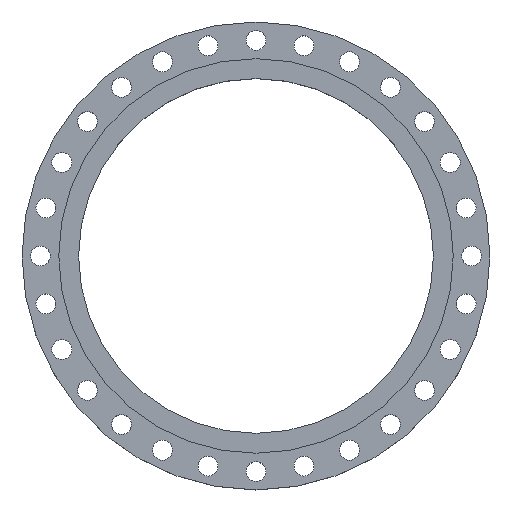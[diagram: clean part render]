
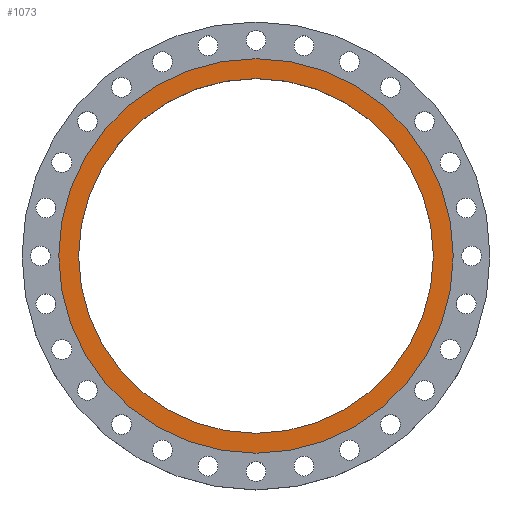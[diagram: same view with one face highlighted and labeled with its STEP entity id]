
A CAD part, top view. The second image highlights one B-rep face of the part: STEP entity #1073.
In plain terms, the highlighted planar face has unit normal (0, 0, 1).
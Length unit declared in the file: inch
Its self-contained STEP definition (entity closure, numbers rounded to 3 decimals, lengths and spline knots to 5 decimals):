
#75 = PLANE ( 'NONE',  #2534 ) ;
#131 = AXIS2_PLACEMENT_3D ( 'NONE', #1133, #147, #934 ) ;
#147 = DIRECTION ( 'NONE',  ( 0., 0., 1. ) ) ;
#187 = CIRCLE ( 'NONE', #131, 16.125 ) ;
#387 = ORIENTED_EDGE ( 'NONE', *, *, #1591, .T. ) ;
#556 = VERTEX_POINT ( 'NONE', #1689 ) ;
#600 = DIRECTION ( 'NONE',  ( 0., 0., 1. ) ) ;
#871 = CARTESIAN_POINT ( 'NONE',  ( 0., 14.5, 0. ) ) ;
#880 = DIRECTION ( 'NONE',  ( 0., 0., 1. ) ) ;
#883 = EDGE_CURVE ( 'NONE', #556, #2430, #2238, .T. ) ;
#893 = DIRECTION ( 'NONE',  ( -1., 0., 0. ) ) ;
#897 = VERTEX_POINT ( 'NONE', #1830 ) ;
#923 = CARTESIAN_POINT ( 'NONE',  ( 0., 0., 0. ) ) ;
#934 = DIRECTION ( 'NONE',  ( 1., 0., 0. ) ) ;
#993 = DIRECTION ( 'NONE',  ( 1., 0., 0. ) ) ;
#998 = CARTESIAN_POINT ( 'NONE',  ( 16.125, 0., 0. ) ) ;
#1035 = CARTESIAN_POINT ( 'NONE',  ( 0., 0., 0. ) ) ;
#1049 = ORIENTED_EDGE ( 'NONE', *, *, #883, .F. ) ;
#1073 = ADVANCED_FACE ( 'NONE', ( #1466, #1096 ), #75, .F. ) ;
#1096 = FACE_OUTER_BOUND ( 'NONE', #2535, .T. ) ;
#1133 = CARTESIAN_POINT ( 'NONE',  ( 0., 0., 0. ) ) ;
#1213 = EDGE_CURVE ( 'NONE', #2430, #556, #1488, .T. ) ;
#1307 = CARTESIAN_POINT ( 'NONE',  ( 14.5, 0., 0. ) ) ;
#1340 = DIRECTION ( 'NONE',  ( 1., 0., 0. ) ) ;
#1383 = EDGE_CURVE ( 'NONE', #897, #2040, #2447, .T. ) ;
#1385 = ORIENTED_EDGE ( 'NONE', *, *, #1383, .T. ) ;
#1466 = FACE_BOUND ( 'NONE', #2096, .T. ) ;
#1488 = CIRCLE ( 'NONE', #2358, 14.5 ) ;
#1591 = EDGE_CURVE ( 'NONE', #2040, #897, #187, .T. ) ;
#1632 = CARTESIAN_POINT ( 'NONE',  ( 0., 0., 0. ) ) ;
#1689 = CARTESIAN_POINT ( 'NONE',  ( -14.5, 0., 0. ) ) ;
#1830 = CARTESIAN_POINT ( 'NONE',  ( -16.125, 0., 0. ) ) ;
#1885 = DIRECTION ( 'NONE',  ( 0., 0., -1. ) ) ;
#1986 = AXIS2_PLACEMENT_3D ( 'NONE', #1035, #600, #993 ) ;
#2040 = VERTEX_POINT ( 'NONE', #998 ) ;
#2073 = AXIS2_PLACEMENT_3D ( 'NONE', #1632, #880, #2483 ) ;
#2096 = EDGE_LOOP ( 'NONE', ( #2102, #1049 ) ) ;
#2102 = ORIENTED_EDGE ( 'NONE', *, *, #1213, .F. ) ;
#2238 = CIRCLE ( 'NONE', #1986, 14.5 ) ;
#2358 = AXIS2_PLACEMENT_3D ( 'NONE', #923, #2518, #1340 ) ;
#2430 = VERTEX_POINT ( 'NONE', #1307 ) ;
#2447 = CIRCLE ( 'NONE', #2073, 16.125 ) ;
#2483 = DIRECTION ( 'NONE',  ( 1., 0., 0. ) ) ;
#2518 = DIRECTION ( 'NONE',  ( 0., 0., 1. ) ) ;
#2534 = AXIS2_PLACEMENT_3D ( 'NONE', #871, #1885, #893 ) ;
#2535 = EDGE_LOOP ( 'NONE', ( #387, #1385 ) ) ;
